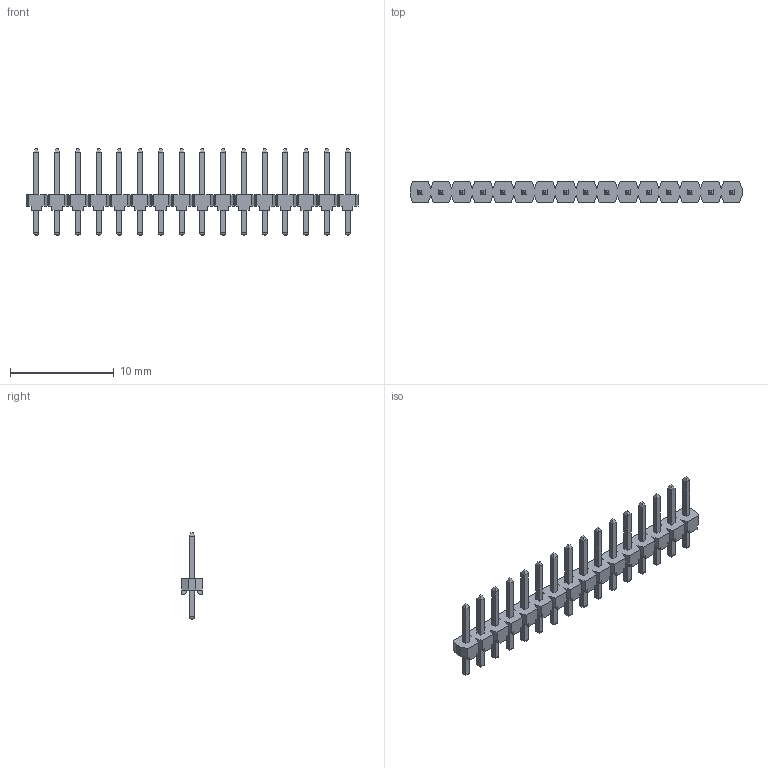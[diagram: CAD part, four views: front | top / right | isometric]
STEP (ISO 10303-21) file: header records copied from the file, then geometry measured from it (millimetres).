
FILE_DESCRIPTION(/* description */ (''),/* implementation_level */ '2;1');
FILE_NAME(/* name */ '951116-8622-AR',/* time_stamp */ '2007-03-13T08:03:45+01:00',/* author */ (''),/* organization */ (''),/* preprocessor_version */ 'ST-DEVELOPER v9',/* originating_system */ 'UGS - NX 4.0',/* authorisation */ '');
FILE_SCHEMA (('AUTOMOTIVE_DESIGN { 1 0 10303 214 1 1 1 1 }'));
Length unit declared in the file: millimetre
Products named in the file (1): 951116-8622-AR
Bounding box: 32 x 2 x 8.3 mm (x, y, z)
Volume: 97.7 mm3; surface area: 475.9 mm2
Topology: 1 solids, 1 shells, 516 faces, 1318 edges, 836 vertices
Faces by surface type: plane 452, cylinder 64
Entity records: 15186 total; most frequent: CARTESIAN_POINT 2671, ORIENTED_EDGE 2636, DIRECTION 2416, EDGE_CURVE 1318, LINE 1254, VECTOR 1254, VERTEX_POINT 836, AXIS2_PLACEMENT_3D 581
